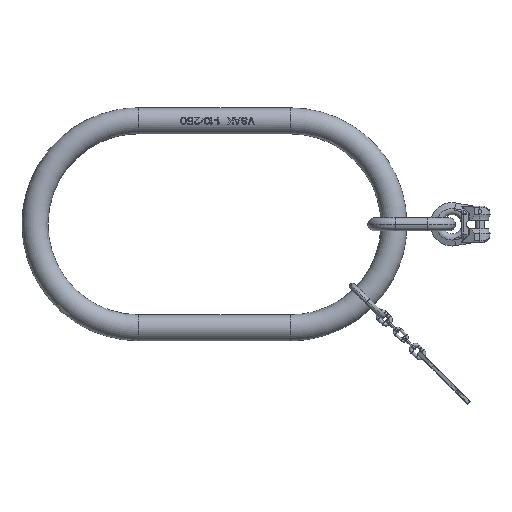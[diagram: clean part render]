
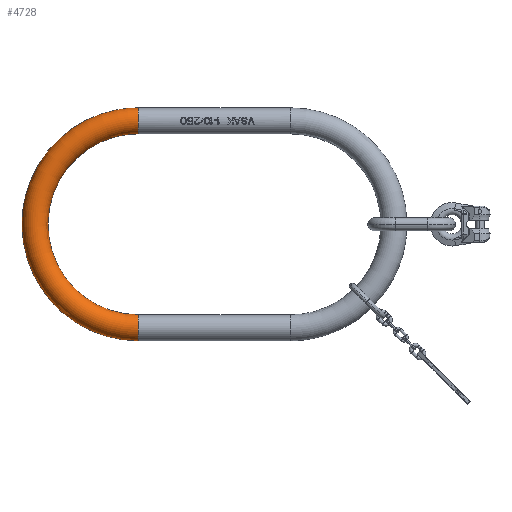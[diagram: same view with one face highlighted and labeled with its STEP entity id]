
A CAD part, top view. The second image highlights one B-rep face of the part: STEP entity #4728.
In plain terms, the highlighted toroidal (fillet/blend) face has major radius 143 mm and minor radius 18 mm.
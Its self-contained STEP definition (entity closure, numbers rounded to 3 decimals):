
#122=CARTESIAN_POINT('',(125.,-143.,0.));
#123=DIRECTION('',(-1.,0.,0.));
#124=DIRECTION('',(0.,-1.,0.));
#125=AXIS2_PLACEMENT_3D('',#122,#123,#124);
#127=CARTESIAN_POINT('',(125.,-161.,0.));
#128=CARTESIAN_POINT('',(121.694,-161.,0.));
#129=CARTESIAN_POINT('',(115.082,-160.796,0.));
#130=CARTESIAN_POINT('',(105.202,-159.881,0.));
#131=CARTESIAN_POINT('',(95.398,-158.359,0.));
#132=CARTESIAN_POINT('',(85.705,-156.236,0.));
#133=CARTESIAN_POINT('',(76.162,-153.521,0.));
#134=CARTESIAN_POINT('',(66.803,-150.223,0.));
#135=CARTESIAN_POINT('',(57.666,-146.355,0.));
#136=CARTESIAN_POINT('',(48.784,-141.933,0.));
#137=CARTESIAN_POINT('',(40.191,-136.972,0.));
#138=CARTESIAN_POINT('',(31.92,-131.491,0.));
#139=CARTESIAN_POINT('',(24.001,-125.511,0.));
#140=CARTESIAN_POINT('',(16.466,-119.056,0.));
#141=CARTESIAN_POINT('',(9.343,-112.148,0.));
#142=CARTESIAN_POINT('',(2.658,-104.816,0.));
#143=CARTESIAN_POINT('',(-3.562,-97.086,0.));
#144=CARTESIAN_POINT('',(-9.295,-88.987,0.));
#145=CARTESIAN_POINT('',(-14.518,-80.551,0.));
#146=CARTESIAN_POINT('',(-19.212,-71.809,0.));
#147=CARTESIAN_POINT('',(-23.36,-62.795,0.));
#148=CARTESIAN_POINT('',(-26.944,-53.543,0.));
#149=CARTESIAN_POINT('',(-29.952,-44.088,0.));
#150=CARTESIAN_POINT('',(-32.372,-34.465,0.));
#151=CARTESIAN_POINT('',(-34.195,-24.712,0.));
#152=CARTESIAN_POINT('',(-35.415,-14.865,0.));
#153=CARTESIAN_POINT('',(-36.025,-4.961,0.));
#154=CARTESIAN_POINT('',(-36.025,4.961,0.));
#155=CARTESIAN_POINT('',(-35.415,14.865,0.));
#156=CARTESIAN_POINT('',(-34.195,24.712,0.));
#157=CARTESIAN_POINT('',(-32.372,34.465,0.));
#158=CARTESIAN_POINT('',(-29.952,44.088,0.));
#159=CARTESIAN_POINT('',(-26.944,53.543,0.));
#160=CARTESIAN_POINT('',(-23.36,62.795,0.));
#161=CARTESIAN_POINT('',(-19.212,71.809,0.));
#162=CARTESIAN_POINT('',(-14.518,80.551,0.));
#163=CARTESIAN_POINT('',(-9.295,88.987,0.));
#164=CARTESIAN_POINT('',(-3.562,97.086,0.));
#165=CARTESIAN_POINT('',(2.658,104.816,0.));
#166=CARTESIAN_POINT('',(9.343,112.148,0.));
#167=CARTESIAN_POINT('',(16.466,119.056,0.));
#168=CARTESIAN_POINT('',(24.001,125.511,0.));
#169=CARTESIAN_POINT('',(31.92,131.491,0.));
#170=CARTESIAN_POINT('',(40.191,136.972,0.));
#171=CARTESIAN_POINT('',(48.784,141.933,0.));
#172=CARTESIAN_POINT('',(57.666,146.355,0.));
#173=CARTESIAN_POINT('',(66.803,150.223,0.));
#174=CARTESIAN_POINT('',(76.162,153.521,0.));
#175=CARTESIAN_POINT('',(85.705,156.236,0.));
#176=CARTESIAN_POINT('',(95.398,158.359,0.));
#177=CARTESIAN_POINT('',(105.202,159.881,0.));
#178=CARTESIAN_POINT('',(115.082,160.796,0.));
#179=CARTESIAN_POINT('',(121.694,161.,0.));
#180=CARTESIAN_POINT('',(125.,161.,0.));
#182=CARTESIAN_POINT('',(125.,143.,0.));
#183=DIRECTION('',(1.,0.,0.));
#184=DIRECTION('',(0.,1.,0.));
#185=AXIS2_PLACEMENT_3D('',#182,#183,#184);
#3344=CARTESIAN_POINT('',(125.,-125.,0.));
#3345=CARTESIAN_POINT('',(122.273,-125.,0.));
#3346=CARTESIAN_POINT('',(116.819,-124.821,0.));
#3347=CARTESIAN_POINT('',(108.673,-124.019,0.));
#3348=CARTESIAN_POINT('',(100.596,-122.686,0.));
#3349=CARTESIAN_POINT('',(92.625,-120.827,0.));
#3350=CARTESIAN_POINT('',(84.791,-118.451,0.));
#3351=CARTESIAN_POINT('',(77.13,-115.567,0.));
#3352=CARTESIAN_POINT('',(69.674,-112.189,0.));
#3353=CARTESIAN_POINT('',(62.455,-108.33,0.));
#3354=CARTESIAN_POINT('',(55.504,-104.008,0.));
#3355=CARTESIAN_POINT('',(48.85,-99.24,0.));
#3356=CARTESIAN_POINT('',(42.523,-94.047,0.));
#3357=CARTESIAN_POINT('',(36.549,-88.451,0.));
#3358=CARTESIAN_POINT('',(30.953,-82.477,0.));
#3359=CARTESIAN_POINT('',(25.76,-76.15,0.));
#3360=CARTESIAN_POINT('',(20.992,-69.496,0.));
#3361=CARTESIAN_POINT('',(16.67,-62.545,0.));
#3362=CARTESIAN_POINT('',(12.811,-55.326,0.));
#3363=CARTESIAN_POINT('',(9.433,-47.87,0.));
#3364=CARTESIAN_POINT('',(6.549,-40.209,0.));
#3365=CARTESIAN_POINT('',(4.173,-32.375,0.));
#3366=CARTESIAN_POINT('',(2.314,-24.404,0.));
#3367=CARTESIAN_POINT('',(0.981,-16.327,0.));
#3368=CARTESIAN_POINT('',(0.179,-8.181,0.));
#3369=CARTESIAN_POINT('',(-0.089,0.,0.));
#3370=CARTESIAN_POINT('',(0.179,8.181,0.));
#3371=CARTESIAN_POINT('',(0.981,16.327,0.));
#3372=CARTESIAN_POINT('',(2.314,24.404,0.));
#3373=CARTESIAN_POINT('',(4.173,32.375,0.));
#3374=CARTESIAN_POINT('',(6.549,40.209,0.));
#3375=CARTESIAN_POINT('',(9.433,47.87,0.));
#3376=CARTESIAN_POINT('',(12.811,55.326,0.));
#3377=CARTESIAN_POINT('',(16.67,62.545,0.));
#3378=CARTESIAN_POINT('',(20.992,69.496,0.));
#3379=CARTESIAN_POINT('',(25.76,76.15,0.));
#3380=CARTESIAN_POINT('',(30.953,82.477,0.));
#3381=CARTESIAN_POINT('',(36.549,88.451,0.));
#3382=CARTESIAN_POINT('',(42.523,94.047,0.));
#3383=CARTESIAN_POINT('',(48.85,99.24,0.));
#3384=CARTESIAN_POINT('',(55.504,104.008,0.));
#3385=CARTESIAN_POINT('',(62.455,108.33,0.));
#3386=CARTESIAN_POINT('',(69.674,112.189,0.));
#3387=CARTESIAN_POINT('',(77.13,115.567,0.));
#3388=CARTESIAN_POINT('',(84.791,118.451,0.));
#3389=CARTESIAN_POINT('',(92.625,120.827,0.));
#3390=CARTESIAN_POINT('',(100.596,122.686,0.));
#3391=CARTESIAN_POINT('',(108.673,124.019,0.));
#3392=CARTESIAN_POINT('',(116.819,124.821,0.));
#3393=CARTESIAN_POINT('',(122.273,125.,0.));
#3394=CARTESIAN_POINT('',(125.,125.,0.));
#3410=CARTESIAN_POINT('',(125.,161.,0.));
#3411=CARTESIAN_POINT('',(125.,125.,0.));
#3412=VERTEX_POINT('',#3410);
#3413=VERTEX_POINT('',#3411);
#3422=CARTESIAN_POINT('',(125.,-161.,0.));
#3423=CARTESIAN_POINT('',(125.,-125.,0.));
#3424=VERTEX_POINT('',#3422);
#3425=VERTEX_POINT('',#3423);
#4714=CARTESIAN_POINT('',(125.,0.,0.));
#4715=DIRECTION('',(0.,0.,-1.));
#4716=DIRECTION('',(0.,1.,0.));
#4717=AXIS2_PLACEMENT_3D('',#4714,#4715,#4716);
#4718=TOROIDAL_SURFACE('',#4717,143.,18.);
#4720=ORIENTED_EDGE('',*,*,#4719,.F.);
#4722=ORIENTED_EDGE('',*,*,#4721,.T.);
#4723=ORIENTED_EDGE('',*,*,#4225,.T.);
#4725=ORIENTED_EDGE('',*,*,#4724,.F.);
#4726=EDGE_LOOP('',(#4720,#4722,#4723,#4725));
#4727=FACE_OUTER_BOUND('',#4726,.F.);
#4728=ADVANCED_FACE('',(#4727),#4718,.T.);
#126=CIRCLE('',#125,18.);
#181=B_SPLINE_CURVE_WITH_KNOTS('',3,(#127,#128,#129,#130,#131,#132,#133,#134,
#135,#136,#137,#138,#139,#140,#141,#142,#143,#144,#145,#146,#147,#148,#149,#150,
#151,#152,#153,#154,#155,#156,#157,#158,#159,#160,#161,#162,#163,#164,#165,#166,
#167,#168,#169,#170,#171,#172,#173,#174,#175,#176,#177,#178,#179,#180),
.UNSPECIFIED.,.F.,.F.,(4,1,1,1,1,1,1,1,1,1,1,1,1,1,1,1,1,1,1,1,1,1,1,1,1,1,1,1,
1,1,1,1,1,1,1,1,1,1,1,1,1,1,1,1,1,1,1,1,1,1,1,4),(0.,0.02,
0.039,0.059,0.078,0.098,
0.118,0.137,0.157,0.176,
0.196,0.216,0.235,0.255,
0.275,0.294,0.314,0.333,
0.353,0.373,0.392,0.412,
0.431,0.451,0.471,0.49,
0.51,0.529,0.549,0.569,
0.588,0.608,0.627,0.647,
0.667,0.686,0.706,0.725,
0.745,0.765,0.784,0.804,
0.824,0.843,0.863,0.882,
0.902,0.922,0.941,0.961,
0.98,1.),.UNSPECIFIED.);
#186=CIRCLE('',#185,18.);
#3395=B_SPLINE_CURVE_WITH_KNOTS('',3,(#3344,#3345,#3346,#3347,#3348,#3349,#3350,
#3351,#3352,#3353,#3354,#3355,#3356,#3357,#3358,#3359,#3360,#3361,#3362,#3363,
#3364,#3365,#3366,#3367,#3368,#3369,#3370,#3371,#3372,#3373,#3374,#3375,#3376,
#3377,#3378,#3379,#3380,#3381,#3382,#3383,#3384,#3385,#3386,#3387,#3388,#3389,
#3390,#3391,#3392,#3393,#3394),.UNSPECIFIED.,.F.,.F.,(4,1,1,1,1,1,1,1,1,1,1,1,1,
1,1,1,1,1,1,1,1,1,1,1,1,1,1,1,1,1,1,1,1,1,1,1,1,1,1,1,1,1,1,1,1,1,1,1,4),(0.,
0.021,0.042,0.063,0.083,0.104,
0.125,0.146,0.167,0.188,0.208,
0.229,0.25,0.271,0.292,0.313,
0.333,0.354,0.375,0.396,0.417,
0.438,0.458,0.479,0.5,0.521,
0.542,0.563,0.583,0.604,0.625,
0.646,0.667,0.688,0.708,
0.729,0.75,0.771,0.792,0.813,
0.833,0.854,0.875,0.896,0.917,
0.938,0.958,0.979,1.),.UNSPECIFIED.);
#4225=EDGE_CURVE('',#3412,#3413,#186,.T.);
#4719=EDGE_CURVE('',#3424,#3425,#126,.T.);
#4721=EDGE_CURVE('',#3424,#3412,#181,.T.);
#4724=EDGE_CURVE('',#3425,#3413,#3395,.T.);
